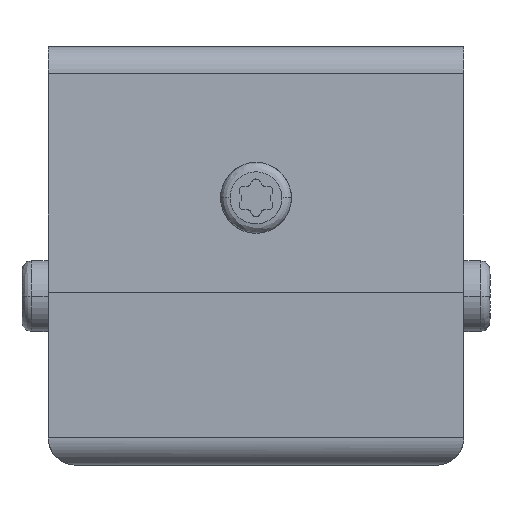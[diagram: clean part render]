
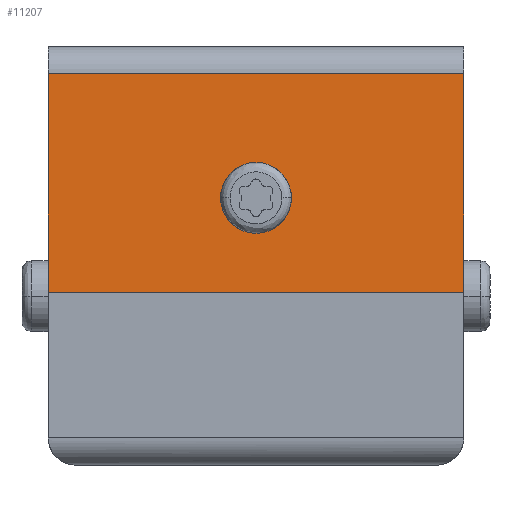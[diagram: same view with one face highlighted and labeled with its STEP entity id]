
A CAD part, left-side view. The second image highlights one B-rep face of the part: STEP entity #11207.
In plain terms, the highlighted planar face has unit normal (-1, 0, 0.026).
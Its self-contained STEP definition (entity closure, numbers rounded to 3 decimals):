
#383 = VERTEX_POINT ( 'NONE', #3390 ) ;
#418 = CARTESIAN_POINT ( 'NONE',  ( -16.427, 4.195, -1.849 ) ) ;
#513 = EDGE_CURVE ( 'NONE', #8145, #3427, #4920, .T. ) ;
#647 = CARTESIAN_POINT ( 'NONE',  ( -16.643, 22., -10.091 ) ) ;
#788 = ORIENTED_EDGE ( 'NONE', *, *, #8158, .T. ) ;
#895 = DIRECTION ( 'NONE',  ( 0., 1., 0. ) ) ;
#991 = LINE ( 'NONE', #4691, #2801 ) ;
#1451 = AXIS2_PLACEMENT_3D ( 'NONE', #6196, #5217, #3372 ) ;
#1537 = VECTOR ( 'NONE', #2875, 1000. ) ;
#1632 = ORIENTED_EDGE ( 'NONE', *, *, #11793, .T. ) ;
#1652 = CARTESIAN_POINT ( 'NONE',  ( -16.361, -1.956, 0.669 ) ) ;
#2128 = ORIENTED_EDGE ( 'NONE', *, *, #4440, .T. ) ;
#2252 = CARTESIAN_POINT ( 'NONE',  ( -16.036, -22., 13.076 ) ) ;
#2401 = CARTESIAN_POINT ( 'NONE',  ( -15.963, 22., 15.9 ) ) ;
#2801 = VECTOR ( 'NONE', #7438, 1000. ) ;
#2834 = CARTESIAN_POINT ( 'NONE',  ( -16.036, 22., 13.076 ) ) ;
#2875 = DIRECTION ( 'NONE',  ( 0., -1., 0. ) ) ;
#3047 = VECTOR ( 'NONE', #6499, 1000. ) ;
#3177 = LINE ( 'NONE', #10363, #3047 ) ;
#3243 = VECTOR ( 'NONE', #11644, 1000. ) ;
#3266 = ORIENTED_EDGE ( 'NONE', *, *, #3589, .F. ) ;
#3315 = VECTOR ( 'NONE', #5425, 1000. ) ;
#3372 = DIRECTION ( 'NONE',  ( -0.026, 0., -1. ) ) ;
#3390 = CARTESIAN_POINT ( 'NONE',  ( -16.361, 3.671, 0.669 ) ) ;
#3394 = DIRECTION ( 'NONE',  ( 0.026, 0., 1. ) ) ;
#3427 = VERTEX_POINT ( 'NONE', #1652 ) ;
#3470 = VERTEX_POINT ( 'NONE', #5467 ) ;
#3589 = EDGE_CURVE ( 'NONE', #9824, #10161, #5995, .T. ) ;
#4143 = CARTESIAN_POINT ( 'NONE',  ( -16.48, -2.572, -3.845 ) ) ;
#4247 = FACE_OUTER_BOUND ( 'NONE', #4810, .T. ) ;
#4312 = CARTESIAN_POINT ( 'NONE',  ( -16.361, 3.671, 0.669 ) ) ;
#4440 = EDGE_CURVE ( 'NONE', #3427, #7630, #991, .T. ) ;
#4691 = CARTESIAN_POINT ( 'NONE',  ( -16.361, 0., 0.669 ) ) ;
#4810 = EDGE_LOOP ( 'NONE', ( #3266, #10801, #1632, #12206 ) ) ;
#4920 = CIRCLE ( 'NONE', #9224, 2.1 ) ;
#5073 = CARTESIAN_POINT ( 'NONE',  ( -16.48, 0., -3.845 ) ) ;
#5217 = DIRECTION ( 'NONE',  ( 1., 0., -0.026 ) ) ;
#5425 = DIRECTION ( 'NONE',  ( 0., 1., 0. ) ) ;
#5462 = DIRECTION ( 'NONE',  ( 1., 0., -0.026 ) ) ;
#5467 = CARTESIAN_POINT ( 'NONE',  ( -16.361, 1.956, 0.669 ) ) ;
#5695 = VECTOR ( 'NONE', #895, 1000. ) ;
#5890 = EDGE_CURVE ( 'NONE', #383, #3470, #7324, .T. ) ;
#5924 = CARTESIAN_POINT ( 'NONE',  ( -16.326, 0., 2.005 ) ) ;
#5995 = LINE ( 'NONE', #8390, #5695 ) ;
#6061 = ORIENTED_EDGE ( 'NONE', *, *, #6627, .T. ) ;
#6137 = PLANE ( 'NONE',  #11114 ) ;
#6196 = CARTESIAN_POINT ( 'NONE',  ( -16.381, 0., -0.095 ) ) ;
#6414 = DIRECTION ( 'NONE',  ( -0.026, 0., -1. ) ) ;
#6499 = DIRECTION ( 'NONE',  ( -0.026, 0., -1. ) ) ;
#6580 = EDGE_CURVE ( 'NONE', #10253, #383, #8433, .T. ) ;
#6627 = EDGE_CURVE ( 'NONE', #3470, #8145, #7353, .T. ) ;
#6861 = EDGE_CURVE ( 'NONE', #10024, #9824, #12162, .T. ) ;
#7324 = LINE ( 'NONE', #8532, #1537 ) ;
#7353 = CIRCLE ( 'NONE', #1451, 2.1 ) ;
#7438 = DIRECTION ( 'NONE',  ( 0., -1., 0. ) ) ;
#7453 = CARTESIAN_POINT ( 'NONE',  ( -16.036, 22., 13.076 ) ) ;
#7630 = VERTEX_POINT ( 'NONE', #9011 ) ;
#8124 = ORIENTED_EDGE ( 'NONE', *, *, #513, .T. ) ;
#8145 = VERTEX_POINT ( 'NONE', #5924 ) ;
#8158 = EDGE_CURVE ( 'NONE', #7630, #10253, #11592, .T. ) ;
#8171 = VERTEX_POINT ( 'NONE', #2834 ) ;
#8390 = CARTESIAN_POINT ( 'NONE',  ( -16.643, 22., -10.091 ) ) ;
#8433 =( BOUNDED_CURVE ( )  B_SPLINE_CURVE ( 3, ( #8928, #9993, #418, #4312 ),
 .UNSPECIFIED., .F., .F. ) 
 B_SPLINE_CURVE_WITH_KNOTS ( ( 4, 4 ),
 ( 0., 1.776 ),
 .UNSPECIFIED. ) 
 CURVE ( )  GEOMETRIC_REPRESENTATION_ITEM ( )  RATIONAL_B_SPLINE_CURVE ( ( 1., 0.754, 0.754, 1. ) ) 
 REPRESENTATION_ITEM ( '' )  );
#8532 = CARTESIAN_POINT ( 'NONE',  ( -16.361, 0., 0.669 ) ) ;
#8670 = EDGE_CURVE ( 'NONE', #8171, #10161, #3177, .T. ) ;
#8802 = CARTESIAN_POINT ( 'NONE',  ( -16.361, -3.671, 0.669 ) ) ;
#8857 = CARTESIAN_POINT ( 'NONE',  ( -16.036, -22., 13.076 ) ) ;
#8928 = CARTESIAN_POINT ( 'NONE',  ( -16.48, 0., -3.845 ) ) ;
#9011 = CARTESIAN_POINT ( 'NONE',  ( -16.361, -3.671, 0.669 ) ) ;
#9224 = AXIS2_PLACEMENT_3D ( 'NONE', #11157, #5462, #6414 ) ;
#9268 = FACE_BOUND ( 'NONE', #9364, .T. ) ;
#9364 = EDGE_LOOP ( 'NONE', ( #11480, #6061, #8124, #2128, #788, #11082 ) ) ;
#9824 = VERTEX_POINT ( 'NONE', #11542 ) ;
#9853 = LINE ( 'NONE', #7453, #3315 ) ;
#9993 = CARTESIAN_POINT ( 'NONE',  ( -16.48, 2.572, -3.845 ) ) ;
#10024 = VERTEX_POINT ( 'NONE', #8857 ) ;
#10161 = VERTEX_POINT ( 'NONE', #647 ) ;
#10253 = VERTEX_POINT ( 'NONE', #11535 ) ;
#10363 = CARTESIAN_POINT ( 'NONE',  ( -15.963, 22., 15.9 ) ) ;
#10751 = CARTESIAN_POINT ( 'NONE',  ( -16.427, -4.195, -1.849 ) ) ;
#10801 = ORIENTED_EDGE ( 'NONE', *, *, #6861, .F. ) ;
#11056 = DIRECTION ( 'NONE',  ( -1., 0., 0.026 ) ) ;
#11082 = ORIENTED_EDGE ( 'NONE', *, *, #6580, .T. ) ;
#11114 = AXIS2_PLACEMENT_3D ( 'NONE', #2401, #11056, #3394 ) ;
#11157 = CARTESIAN_POINT ( 'NONE',  ( -16.381, 0., -0.095 ) ) ;
#11207 = ADVANCED_FACE ( 'NONE', ( #4247, #9268 ), #6137, .T. ) ;
#11480 = ORIENTED_EDGE ( 'NONE', *, *, #5890, .T. ) ;
#11535 = CARTESIAN_POINT ( 'NONE',  ( -16.48, 0., -3.845 ) ) ;
#11542 = CARTESIAN_POINT ( 'NONE',  ( -16.643, -22., -10.091 ) ) ;
#11592 =( BOUNDED_CURVE ( )  B_SPLINE_CURVE ( 3, ( #8802, #10751, #4143, #5073 ),
 .UNSPECIFIED., .F., .T. ) 
 B_SPLINE_CURVE_WITH_KNOTS ( ( 4, 4 ),
 ( 4.507, 6.283 ),
 .UNSPECIFIED. ) 
 CURVE ( )  GEOMETRIC_REPRESENTATION_ITEM ( )  RATIONAL_B_SPLINE_CURVE ( ( 1., 0.754, 0.754, 1. ) ) 
 REPRESENTATION_ITEM ( '' )  );
#11644 = DIRECTION ( 'NONE',  ( -0.026, 0., -1. ) ) ;
#11793 = EDGE_CURVE ( 'NONE', #10024, #8171, #9853, .T. ) ;
#12162 = LINE ( 'NONE', #2252, #3243 ) ;
#12206 = ORIENTED_EDGE ( 'NONE', *, *, #8670, .T. ) ;
